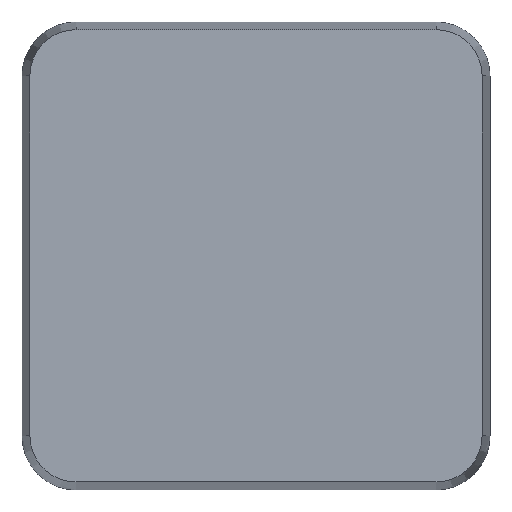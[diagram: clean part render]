
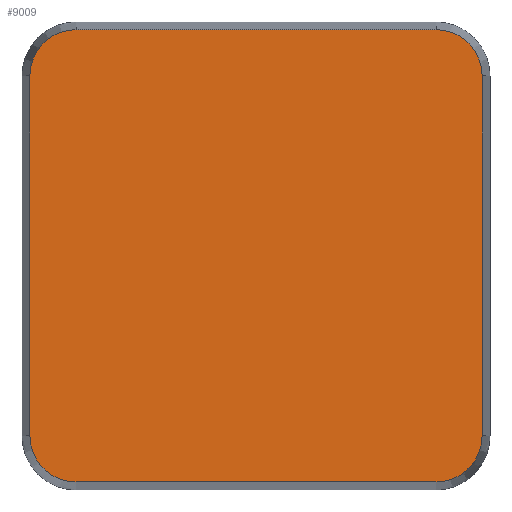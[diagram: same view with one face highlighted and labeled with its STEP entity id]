
A CAD part, top view. The second image highlights one B-rep face of the part: STEP entity #9009.
In plain terms, the highlighted planar face has unit normal (0, 0, 1).
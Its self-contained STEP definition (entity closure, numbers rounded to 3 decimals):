
#402 = VECTOR ( 'NONE', #16550, 1000. ) ;
#486 = AXIS2_PLACEMENT_3D ( 'NONE', #12148, #23088, #17457 ) ;
#821 = DIRECTION ( 'NONE',  ( 0., 0., 1. ) ) ;
#2386 = DIRECTION ( 'NONE',  ( -1., 0., 0. ) ) ;
#2424 = LINE ( 'NONE', #11877, #15294 ) ;
#2495 = CARTESIAN_POINT ( 'NONE',  ( 92., 1.75, 26. ) ) ;
#2537 = CIRCLE ( 'NONE', #7264, 10.25 ) ;
#2625 = CARTESIAN_POINT ( 'NONE',  ( 102.25, 92., 26. ) ) ;
#2797 = LINE ( 'NONE', #19874, #7977 ) ;
#3083 = VERTEX_POINT ( 'NONE', #16720 ) ;
#3147 = EDGE_CURVE ( 'NONE', #16706, #16840, #9685, .T. ) ;
#3213 = VECTOR ( 'NONE', #11041, 1000. ) ;
#4044 = VERTEX_POINT ( 'NONE', #20992 ) ;
#4155 = DIRECTION ( 'NONE',  ( 0., -1., 0. ) ) ;
#4313 = EDGE_CURVE ( 'NONE', #17080, #4755, #24034, .T. ) ;
#4755 = VERTEX_POINT ( 'NONE', #2625 ) ;
#4764 = DIRECTION ( 'NONE',  ( -1., 0., 0. ) ) ;
#5640 = EDGE_CURVE ( 'NONE', #16840, #17080, #20809, .T. ) ;
#5919 = PLANE ( 'NONE',  #21299 ) ;
#6204 = CARTESIAN_POINT ( 'NONE',  ( 92., 12., 26. ) ) ;
#6592 = VERTEX_POINT ( 'NONE', #17029 ) ;
#7264 = AXIS2_PLACEMENT_3D ( 'NONE', #20798, #8045, #17128 ) ;
#7471 = EDGE_CURVE ( 'NONE', #4755, #6592, #13821, .T. ) ;
#7977 = VECTOR ( 'NONE', #4764, 1000. ) ;
#8045 = DIRECTION ( 'NONE',  ( 0., 0., 1. ) ) ;
#8535 = CARTESIAN_POINT ( 'NONE',  ( 12., 1.75, 26. ) ) ;
#9009 = ADVANCED_FACE ( 'NONE', ( #16975 ), #5919, .F. ) ;
#9296 = ORIENTED_EDGE ( 'NONE', *, *, #9897, .T. ) ;
#9481 = DIRECTION ( 'NONE',  ( -1., 0., 0. ) ) ;
#9685 = LINE ( 'NONE', #17173, #3213 ) ;
#9897 = EDGE_CURVE ( 'NONE', #6592, #4044, #2797, .T. ) ;
#10417 = CARTESIAN_POINT ( 'NONE',  ( 92., 92., 26. ) ) ;
#10529 = CARTESIAN_POINT ( 'NONE',  ( 102.25, 0., 26. ) ) ;
#10542 = ORIENTED_EDGE ( 'NONE', *, *, #7471, .T. ) ;
#11041 = DIRECTION ( 'NONE',  ( 1., 0., 0. ) ) ;
#11363 = ORIENTED_EDGE ( 'NONE', *, *, #18711, .T. ) ;
#11710 = EDGE_CURVE ( 'NONE', #4044, #21632, #2537, .T. ) ;
#11877 = CARTESIAN_POINT ( 'NONE',  ( 1.75, 0., 26. ) ) ;
#12148 = CARTESIAN_POINT ( 'NONE',  ( 12., 12., 26. ) ) ;
#12929 = ORIENTED_EDGE ( 'NONE', *, *, #11710, .T. ) ;
#12999 = ORIENTED_EDGE ( 'NONE', *, *, #3147, .T. ) ;
#13036 = CIRCLE ( 'NONE', #486, 10.25 ) ;
#13048 = CARTESIAN_POINT ( 'NONE',  ( 1.75, 92., 26. ) ) ;
#13821 = CIRCLE ( 'NONE', #15379, 10.25 ) ;
#15022 = EDGE_CURVE ( 'NONE', #21632, #3083, #2424, .T. ) ;
#15294 = VECTOR ( 'NONE', #4155, 1000. ) ;
#15379 = AXIS2_PLACEMENT_3D ( 'NONE', #10417, #821, #16049 ) ;
#15496 = DIRECTION ( 'NONE',  ( 0., 0., -1. ) ) ;
#16049 = DIRECTION ( 'NONE',  ( -1., 0., 0. ) ) ;
#16550 = DIRECTION ( 'NONE',  ( 0., 1., 0. ) ) ;
#16706 = VERTEX_POINT ( 'NONE', #8535 ) ;
#16720 = CARTESIAN_POINT ( 'NONE',  ( 1.75, 12., 26. ) ) ;
#16840 = VERTEX_POINT ( 'NONE', #2495 ) ;
#16975 = FACE_OUTER_BOUND ( 'NONE', #23890, .T. ) ;
#17029 = CARTESIAN_POINT ( 'NONE',  ( 92., 102.25, 26. ) ) ;
#17080 = VERTEX_POINT ( 'NONE', #18319 ) ;
#17128 = DIRECTION ( 'NONE',  ( -1., 0., 0. ) ) ;
#17173 = CARTESIAN_POINT ( 'NONE',  ( 0., 1.75, 26. ) ) ;
#17288 = AXIS2_PLACEMENT_3D ( 'NONE', #6204, #19102, #2386 ) ;
#17457 = DIRECTION ( 'NONE',  ( -1., 0., 0. ) ) ;
#17629 = ORIENTED_EDGE ( 'NONE', *, *, #4313, .T. ) ;
#18319 = CARTESIAN_POINT ( 'NONE',  ( 102.25, 12., 26. ) ) ;
#18711 = EDGE_CURVE ( 'NONE', #3083, #16706, #13036, .T. ) ;
#19102 = DIRECTION ( 'NONE',  ( 0., 0., 1. ) ) ;
#19548 = ORIENTED_EDGE ( 'NONE', *, *, #5640, .T. ) ;
#19874 = CARTESIAN_POINT ( 'NONE',  ( 0., 102.25, 26. ) ) ;
#20752 = ORIENTED_EDGE ( 'NONE', *, *, #15022, .T. ) ;
#20798 = CARTESIAN_POINT ( 'NONE',  ( 12., 92., 26. ) ) ;
#20809 = CIRCLE ( 'NONE', #17288, 10.25 ) ;
#20992 = CARTESIAN_POINT ( 'NONE',  ( 12., 102.25, 26. ) ) ;
#21023 = CARTESIAN_POINT ( 'NONE',  ( 0., 0., 26. ) ) ;
#21299 = AXIS2_PLACEMENT_3D ( 'NONE', #21023, #15496, #9481 ) ;
#21632 = VERTEX_POINT ( 'NONE', #13048 ) ;
#23088 = DIRECTION ( 'NONE',  ( 0., 0., 1. ) ) ;
#23890 = EDGE_LOOP ( 'NONE', ( #20752, #11363, #12999, #19548, #17629, #10542, #9296, #12929 ) ) ;
#24034 = LINE ( 'NONE', #10529, #402 ) ;
